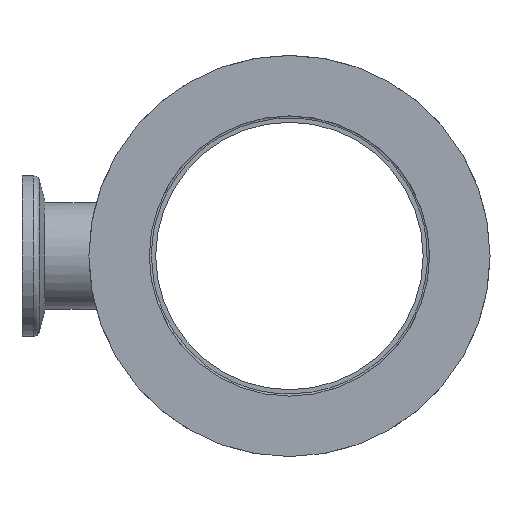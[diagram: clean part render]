
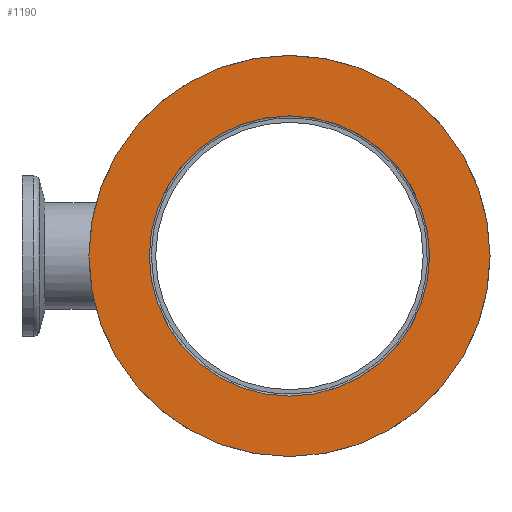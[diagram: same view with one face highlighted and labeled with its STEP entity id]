
A CAD part, left-side view. The second image highlights one B-rep face of the part: STEP entity #1190.
In plain terms, the highlighted face is planar.
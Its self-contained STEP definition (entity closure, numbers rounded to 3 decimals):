
#26 = CARTESIAN_POINT ( 'NONE',  ( 0., 5.1, -37.5 ) ) ;
#162 = DIRECTION ( 'NONE',  ( 0., 0., 1. ) ) ;
#177 = CARTESIAN_POINT ( 'NONE',  ( 0., 5.1, 0. ) ) ;
#196 = CIRCLE ( 'NONE', #1572, 26.2 ) ;
#227 = CARTESIAN_POINT ( 'NONE',  ( 0., 5.1, -26.2 ) ) ;
#369 = CARTESIAN_POINT ( 'NONE',  ( 37.5, 5.1, 0. ) ) ;
#750 = ORIENTED_EDGE ( 'NONE', *, *, #1206, .T. ) ;
#755 = EDGE_CURVE ( 'NONE', #1034, #1034, #975, .T. ) ;
#819 = EDGE_LOOP ( 'NONE', ( #750 ) ) ;
#861 = DIRECTION ( 'NONE',  ( 0., 0., -1. ) ) ;
#962 = AXIS2_PLACEMENT_3D ( 'NONE', #1303, #1293, #861 ) ;
#975 = CIRCLE ( 'NONE', #962, 37.5 ) ;
#1034 = VERTEX_POINT ( 'NONE', #26 ) ;
#1038 = DIRECTION ( 'NONE',  ( 0., -1., 0. ) ) ;
#1190 = ADVANCED_FACE ( 'NONE', ( #1356, #2008 ), #1298, .T. ) ;
#1206 = EDGE_CURVE ( 'NONE', #2010, #2010, #196, .T. ) ;
#1293 = DIRECTION ( 'NONE',  ( 0., 1., 0. ) ) ;
#1298 = PLANE ( 'NONE',  #2209 ) ;
#1303 = CARTESIAN_POINT ( 'NONE',  ( 0., 5.1, 0. ) ) ;
#1356 = FACE_BOUND ( 'NONE', #819, .T. ) ;
#1505 = DIRECTION ( 'NONE',  ( 0., 0., -1. ) ) ;
#1557 = ORIENTED_EDGE ( 'NONE', *, *, #755, .T. ) ;
#1572 = AXIS2_PLACEMENT_3D ( 'NONE', #177, #1038, #1505 ) ;
#2008 = FACE_OUTER_BOUND ( 'NONE', #2467, .T. ) ;
#2010 = VERTEX_POINT ( 'NONE', #227 ) ;
#2209 = AXIS2_PLACEMENT_3D ( 'NONE', #369, #2404, #162 ) ;
#2404 = DIRECTION ( 'NONE',  ( 0., 1., 0. ) ) ;
#2467 = EDGE_LOOP ( 'NONE', ( #1557 ) ) ;
